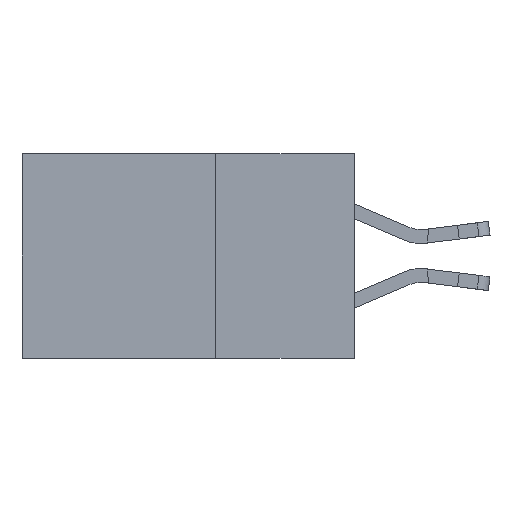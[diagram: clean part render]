
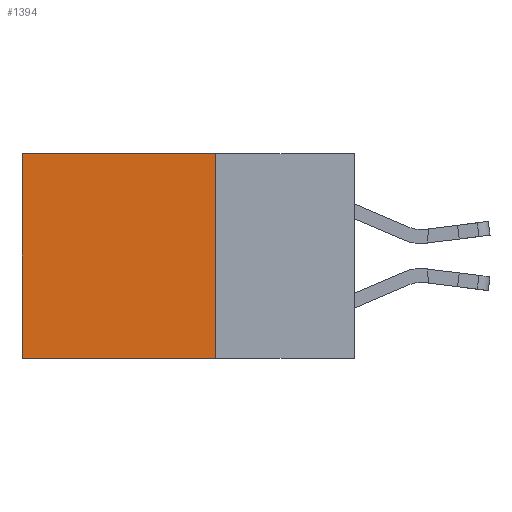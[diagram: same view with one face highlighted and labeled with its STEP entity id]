
A CAD part, left-side view. The second image highlights one B-rep face of the part: STEP entity #1394.
In plain terms, the highlighted planar face has unit normal (-1, 0, 0).
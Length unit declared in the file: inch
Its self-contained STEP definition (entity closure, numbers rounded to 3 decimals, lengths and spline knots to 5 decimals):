
#68 = EDGE_CURVE ( 'NONE', #10702, #6992, #8798, .T. ) ;
#458 = VECTOR ( 'NONE', #5975, 39.37008 ) ;
#622 = EDGE_LOOP ( 'NONE', ( #11145, #6169, #10891, #6920 ) ) ;
#689 = VERTEX_POINT ( 'NONE', #6437 ) ;
#920 = DIRECTION ( 'NONE',  ( 0., 0., -1. ) ) ;
#969 = CARTESIAN_POINT ( 'NONE',  ( 0.298, 0.25, 0. ) ) ;
#1068 = DIRECTION ( 'NONE',  ( 0., 1., 0. ) ) ;
#1394 = ADVANCED_FACE ( 'NONE', ( #4176 ), #8789, .F. ) ;
#4176 = FACE_OUTER_BOUND ( 'NONE', #622, .T. ) ;
#4381 = DIRECTION ( 'NONE',  ( 1., 0., 0. ) ) ;
#4807 = VECTOR ( 'NONE', #11218, 39.37008 ) ;
#5578 = EDGE_CURVE ( 'NONE', #6992, #11187, #10423, .T. ) ;
#5657 = CARTESIAN_POINT ( 'NONE',  ( 0.298, 0.6, -0.37 ) ) ;
#5832 = CARTESIAN_POINT ( 'NONE',  ( 0.298, 0.25, 0. ) ) ;
#5965 = EDGE_CURVE ( 'NONE', #10702, #689, #13428, .T. ) ;
#5975 = DIRECTION ( 'NONE',  ( 0., 1., 0. ) ) ;
#6169 = ORIENTED_EDGE ( 'NONE', *, *, #11569, .F. ) ;
#6437 = CARTESIAN_POINT ( 'NONE',  ( 0.298, 0.25, -0.37 ) ) ;
#6920 = ORIENTED_EDGE ( 'NONE', *, *, #68, .T. ) ;
#6992 = VERTEX_POINT ( 'NONE', #10737 ) ;
#7901 = VECTOR ( 'NONE', #920, 39.37008 ) ;
#8052 = CARTESIAN_POINT ( 'NONE',  ( 0.298, 0.25, 0. ) ) ;
#8276 = VECTOR ( 'NONE', #1068, 39.37008 ) ;
#8622 = LINE ( 'NONE', #10473, #8276 ) ;
#8789 = PLANE ( 'NONE',  #12667 ) ;
#8798 = LINE ( 'NONE', #5832, #458 ) ;
#9864 = DIRECTION ( 'NONE',  ( 0., 0., -1. ) ) ;
#10423 = LINE ( 'NONE', #11504, #4807 ) ;
#10473 = CARTESIAN_POINT ( 'NONE',  ( 0.298, 0.25, -0.37 ) ) ;
#10702 = VERTEX_POINT ( 'NONE', #12020 ) ;
#10737 = CARTESIAN_POINT ( 'NONE',  ( 0.298, 0.6, 0. ) ) ;
#10891 = ORIENTED_EDGE ( 'NONE', *, *, #5965, .F. ) ;
#11145 = ORIENTED_EDGE ( 'NONE', *, *, #5578, .T. ) ;
#11187 = VERTEX_POINT ( 'NONE', #5657 ) ;
#11218 = DIRECTION ( 'NONE',  ( 0., 0., -1. ) ) ;
#11504 = CARTESIAN_POINT ( 'NONE',  ( 0.298, 0.6, 0. ) ) ;
#11569 = EDGE_CURVE ( 'NONE', #689, #11187, #8622, .T. ) ;
#12020 = CARTESIAN_POINT ( 'NONE',  ( 0.298, 0.25, 0. ) ) ;
#12667 = AXIS2_PLACEMENT_3D ( 'NONE', #8052, #4381, #9864 ) ;
#13428 = LINE ( 'NONE', #969, #7901 ) ;
